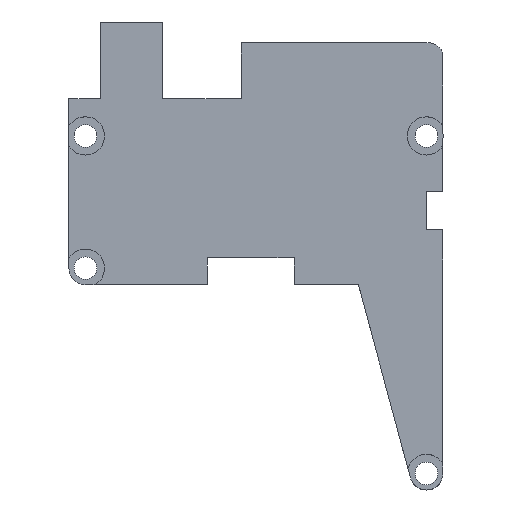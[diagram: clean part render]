
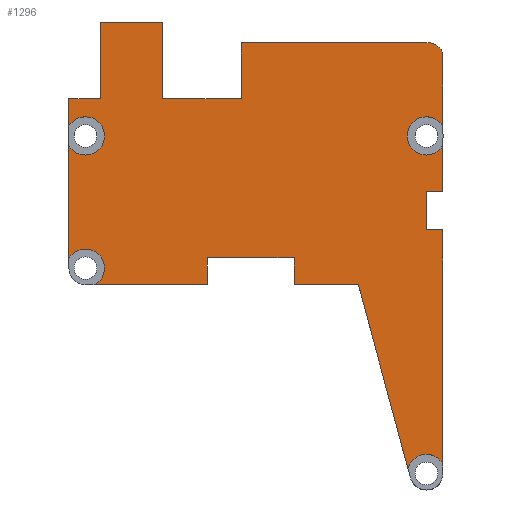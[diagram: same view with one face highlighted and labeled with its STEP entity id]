
A CAD part, top view. The second image highlights one B-rep face of the part: STEP entity #1296.
In plain terms, the highlighted planar face has unit normal (0, 0, 1).
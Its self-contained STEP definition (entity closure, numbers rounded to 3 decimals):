
#59=CIRCLE('',#1343,2.75);
#61=CIRCLE('',#1346,2.75);
#65=CIRCLE('',#1352,2.75);
#69=CIRCLE('',#1358,2.75);
#83=CIRCLE('',#1392,2.);
#140=FACE_OUTER_BOUND('',#211,.T.);
#211=EDGE_LOOP('',(#1101,#1102,#1103,#1104,#1105,#1106,#1107,#1108,#1109,
#1110,#1111,#1112,#1113,#1114,#1115,#1116,#1117,#1118,#1119,#1120,#1121,
#1122,#1123,#1124,#1125,#1126));
#259=LINE('',#1876,#402);
#265=LINE('',#1901,#408);
#266=LINE('',#1904,#409);
#275=LINE('',#1921,#418);
#321=LINE('',#2126,#464);
#330=LINE('',#2146,#473);
#333=LINE('',#2150,#476);
#335=LINE('',#2154,#478);
#337=LINE('',#2159,#480);
#339=LINE('',#2162,#482);
#341=LINE('',#2166,#484);
#342=LINE('',#2168,#485);
#343=LINE('',#2171,#486);
#345=LINE('',#2175,#488);
#347=LINE('',#2179,#490);
#350=LINE('',#2185,#493);
#352=LINE('',#2188,#495);
#353=LINE('',#2191,#496);
#354=LINE('',#2193,#497);
#355=LINE('',#2195,#498);
#356=LINE('',#2196,#499);
#402=VECTOR('',#1521,10.);
#408=VECTOR('',#1529,10.);
#409=VECTOR('',#1532,10.);
#418=VECTOR('',#1543,10.);
#464=VECTOR('',#1645,10.);
#473=VECTOR('',#1664,10.);
#476=VECTOR('',#1669,10.);
#478=VECTOR('',#1673,10.);
#480=VECTOR('',#1677,10.);
#482=VECTOR('',#1681,10.);
#484=VECTOR('',#1685,10.);
#485=VECTOR('',#1688,10.);
#486=VECTOR('',#1691,10.);
#488=VECTOR('',#1695,10.);
#490=VECTOR('',#1699,10.);
#493=VECTOR('',#1704,10.);
#495=VECTOR('',#1708,10.);
#496=VECTOR('',#1713,10.);
#497=VECTOR('',#1714,10.);
#498=VECTOR('',#1715,10.);
#499=VECTOR('',#1716,10.);
#530=VERTEX_POINT('',#1807);
#531=VERTEX_POINT('',#1809);
#533=VERTEX_POINT('',#1814);
#535=VERTEX_POINT('',#1818);
#540=VERTEX_POINT('',#1831);
#542=VERTEX_POINT('',#1835);
#547=VERTEX_POINT('',#1848);
#549=VERTEX_POINT('',#1852);
#556=VERTEX_POINT('',#1875);
#561=VERTEX_POINT('',#1903);
#568=VERTEX_POINT('',#1919);
#591=VERTEX_POINT('',#2077);
#592=VERTEX_POINT('',#2079);
#616=VERTEX_POINT('',#2144);
#617=VERTEX_POINT('',#2145);
#618=VERTEX_POINT('',#2152);
#619=VERTEX_POINT('',#2156);
#620=VERTEX_POINT('',#2158);
#621=VERTEX_POINT('',#2164);
#622=VERTEX_POINT('',#2170);
#623=VERTEX_POINT('',#2174);
#624=VERTEX_POINT('',#2178);
#625=VERTEX_POINT('',#2182);
#626=VERTEX_POINT('',#2184);
#627=VERTEX_POINT('',#2192);
#628=VERTEX_POINT('',#2194);
#654=EDGE_CURVE('',#531,#530,#59,.T.);
#659=EDGE_CURVE('',#533,#535,#61,.T.);
#667=EDGE_CURVE('',#540,#542,#65,.T.);
#675=EDGE_CURVE('',#547,#549,#69,.T.);
#684=EDGE_CURVE('',#556,#531,#259,.T.);
#691=EDGE_CURVE('',#530,#533,#265,.T.);
#692=EDGE_CURVE('',#561,#540,#266,.T.);
#701=EDGE_CURVE('',#549,#568,#275,.T.);
#743=EDGE_CURVE('',#591,#592,#83,.T.);
#768=EDGE_CURVE('',#542,#592,#321,.T.);
#777=EDGE_CURVE('',#616,#617,#330,.T.);
#780=EDGE_CURVE('',#591,#616,#333,.T.);
#782=EDGE_CURVE('',#617,#618,#335,.T.);
#784=EDGE_CURVE('',#620,#619,#337,.T.);
#786=EDGE_CURVE('',#618,#620,#339,.T.);
#788=EDGE_CURVE('',#619,#621,#341,.T.);
#789=EDGE_CURVE('',#621,#556,#342,.T.);
#790=EDGE_CURVE('',#622,#547,#343,.T.);
#792=EDGE_CURVE('',#623,#622,#345,.T.);
#794=EDGE_CURVE('',#624,#623,#347,.T.);
#797=EDGE_CURVE('',#626,#625,#350,.T.);
#799=EDGE_CURVE('',#535,#626,#352,.T.);
#800=EDGE_CURVE('',#625,#624,#353,.T.);
#801=EDGE_CURVE('',#568,#627,#354,.T.);
#802=EDGE_CURVE('',#627,#628,#355,.T.);
#803=EDGE_CURVE('',#628,#561,#356,.T.);
#1101=ORIENTED_EDGE('',*,*,#654,.T.);
#1102=ORIENTED_EDGE('',*,*,#691,.T.);
#1103=ORIENTED_EDGE('',*,*,#659,.T.);
#1104=ORIENTED_EDGE('',*,*,#799,.T.);
#1105=ORIENTED_EDGE('',*,*,#797,.T.);
#1106=ORIENTED_EDGE('',*,*,#800,.T.);
#1107=ORIENTED_EDGE('',*,*,#794,.T.);
#1108=ORIENTED_EDGE('',*,*,#792,.T.);
#1109=ORIENTED_EDGE('',*,*,#790,.T.);
#1110=ORIENTED_EDGE('',*,*,#675,.T.);
#1111=ORIENTED_EDGE('',*,*,#701,.T.);
#1112=ORIENTED_EDGE('',*,*,#801,.T.);
#1113=ORIENTED_EDGE('',*,*,#802,.T.);
#1114=ORIENTED_EDGE('',*,*,#803,.T.);
#1115=ORIENTED_EDGE('',*,*,#692,.T.);
#1116=ORIENTED_EDGE('',*,*,#667,.T.);
#1117=ORIENTED_EDGE('',*,*,#768,.T.);
#1118=ORIENTED_EDGE('',*,*,#743,.F.);
#1119=ORIENTED_EDGE('',*,*,#780,.T.);
#1120=ORIENTED_EDGE('',*,*,#777,.T.);
#1121=ORIENTED_EDGE('',*,*,#782,.T.);
#1122=ORIENTED_EDGE('',*,*,#786,.T.);
#1123=ORIENTED_EDGE('',*,*,#784,.T.);
#1124=ORIENTED_EDGE('',*,*,#788,.T.);
#1125=ORIENTED_EDGE('',*,*,#789,.T.);
#1126=ORIENTED_EDGE('',*,*,#684,.T.);
#1234=PLANE('',#1412);
#1296=ADVANCED_FACE('',(#140),#1234,.T.);
#1343=AXIS2_PLACEMENT_3D('',#1810,#1463,#1464);
#1346=AXIS2_PLACEMENT_3D('',#1820,#1472,#1473);
#1352=AXIS2_PLACEMENT_3D('',#1837,#1488,#1489);
#1358=AXIS2_PLACEMENT_3D('',#1854,#1504,#1505);
#1392=AXIS2_PLACEMENT_3D('',#2080,#1615,#1616);
#1412=AXIS2_PLACEMENT_3D('',#2190,#1711,#1712);
#1463=DIRECTION('center_axis',(0.,0.,-1.));
#1464=DIRECTION('ref_axis',(1.,0.,0.));
#1472=DIRECTION('center_axis',(0.,0.,-1.));
#1473=DIRECTION('ref_axis',(1.,0.,0.));
#1488=DIRECTION('center_axis',(0.,0.,-1.));
#1489=DIRECTION('ref_axis',(1.,0.,0.));
#1504=DIRECTION('center_axis',(0.,0.,-1.));
#1505=DIRECTION('ref_axis',(1.,0.,0.));
#1521=DIRECTION('',(0.,-1.,0.));
#1529=DIRECTION('',(0.,-1.,0.));
#1532=DIRECTION('',(0.,1.,0.));
#1543=DIRECTION('',(0.,1.,0.));
#1615=DIRECTION('center_axis',(0.,0.,-1.));
#1616=DIRECTION('ref_axis',(0.707,0.707,0.));
#1645=DIRECTION('',(0.,1.,0.));
#1664=DIRECTION('',(0.,-1.,0.));
#1669=DIRECTION('',(-1.,0.,0.));
#1673=DIRECTION('',(-1.,0.,0.));
#1677=DIRECTION('',(-1.,0.,0.));
#1681=DIRECTION('',(0.,1.,0.));
#1685=DIRECTION('',(0.,-1.,0.));
#1688=DIRECTION('',(-1.,0.,0.));
#1691=DIRECTION('',(0.26,-0.966,0.));
#1695=DIRECTION('',(1.,0.,0.));
#1699=DIRECTION('',(0.,-1.,0.));
#1704=DIRECTION('',(0.,1.,0.));
#1708=DIRECTION('',(1.,0.,0.));
#1711=DIRECTION('center_axis',(0.,0.,1.));
#1712=DIRECTION('ref_axis',(1.,0.,0.));
#1713=DIRECTION('',(1.,0.,0.));
#1714=DIRECTION('',(-1.,0.,0.));
#1715=DIRECTION('',(0.,1.,0.));
#1716=DIRECTION('',(1.,0.,0.));
#1807=CARTESIAN_POINT('',(-26.875,22.864,3.));
#1809=CARTESIAN_POINT('',(-26.875,25.636,3.));
#1810=CARTESIAN_POINT('Origin',(-24.5,24.25,3.));
#1814=CARTESIAN_POINT('',(-26.875,6.636,3.));
#1818=CARTESIAN_POINT('',(-23.114,2.875,3.));
#1820=CARTESIAN_POINT('Origin',(-24.5,5.25,3.));
#1831=CARTESIAN_POINT('',(26.875,22.864,3.));
#1835=CARTESIAN_POINT('',(26.875,25.636,3.));
#1837=CARTESIAN_POINT('Origin',(24.5,24.25,3.));
#1848=CARTESIAN_POINT('',(21.846,-23.53,3.));
#1852=CARTESIAN_POINT('',(26.875,-22.864,3.));
#1854=CARTESIAN_POINT('Origin',(24.5,-24.25,3.));
#1875=CARTESIAN_POINT('',(-26.875,29.625,3.));
#1876=CARTESIAN_POINT('',(-26.875,29.625,3.));
#1901=CARTESIAN_POINT('',(-26.875,24.25,3.));
#1903=CARTESIAN_POINT('',(26.875,16.25,3.));
#1904=CARTESIAN_POINT('',(26.875,16.25,3.));
#1919=CARTESIAN_POINT('',(26.875,10.75,3.));
#1921=CARTESIAN_POINT('',(26.875,-24.25,3.));
#2077=CARTESIAN_POINT('',(24.875,37.625,3.));
#2079=CARTESIAN_POINT('',(26.875,35.625,3.));
#2080=CARTESIAN_POINT('Origin',(24.875,35.625,3.));
#2126=CARTESIAN_POINT('',(26.875,24.25,3.));
#2144=CARTESIAN_POINT('',(-2.125,37.625,3.));
#2145=CARTESIAN_POINT('',(-2.125,29.625,3.));
#2146=CARTESIAN_POINT('',(-2.125,37.625,3.));
#2150=CARTESIAN_POINT('',(26.875,37.625,3.));
#2152=CARTESIAN_POINT('',(-13.375,29.625,3.));
#2154=CARTESIAN_POINT('',(26.875,29.625,3.));
#2156=CARTESIAN_POINT('',(-22.375,40.625,3.));
#2158=CARTESIAN_POINT('',(-13.375,40.625,3.));
#2159=CARTESIAN_POINT('',(-13.375,40.625,3.));
#2162=CARTESIAN_POINT('',(-13.375,29.625,3.));
#2164=CARTESIAN_POINT('',(-22.375,29.625,3.));
#2166=CARTESIAN_POINT('',(-22.375,40.625,3.));
#2168=CARTESIAN_POINT('',(26.875,29.625,3.));
#2170=CARTESIAN_POINT('',(14.725,2.875,3.));
#2171=CARTESIAN_POINT('',(15.5,0.,3.));
#2174=CARTESIAN_POINT('',(5.5,2.875,3.));
#2175=CARTESIAN_POINT('',(5.5,2.875,3.));
#2178=CARTESIAN_POINT('',(5.5,6.75,3.));
#2179=CARTESIAN_POINT('',(5.5,6.75,3.));
#2182=CARTESIAN_POINT('',(-7.,6.75,3.));
#2184=CARTESIAN_POINT('',(-7.,2.875,3.));
#2185=CARTESIAN_POINT('',(-7.,5.25,3.));
#2188=CARTESIAN_POINT('',(-24.5,2.875,3.));
#2190=CARTESIAN_POINT('Origin',(24.5,24.25,3.));
#2191=CARTESIAN_POINT('',(-7.,6.75,3.));
#2192=CARTESIAN_POINT('',(24.5,10.75,3.));
#2193=CARTESIAN_POINT('',(26.875,10.75,3.));
#2194=CARTESIAN_POINT('',(24.5,16.25,3.));
#2195=CARTESIAN_POINT('',(24.5,10.75,3.));
#2196=CARTESIAN_POINT('',(24.5,16.25,3.));
